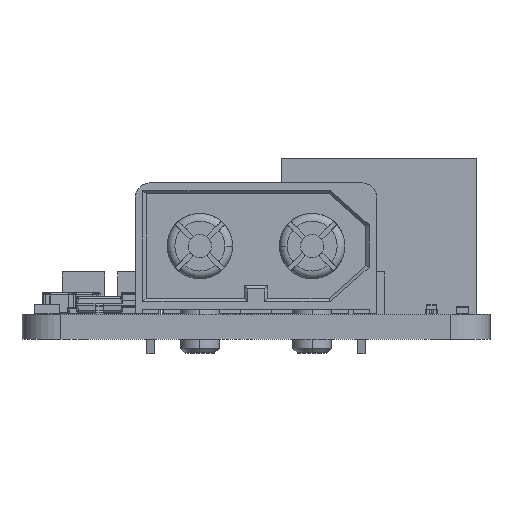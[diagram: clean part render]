
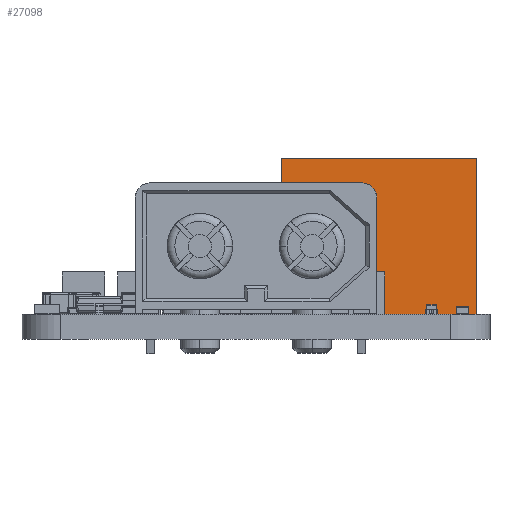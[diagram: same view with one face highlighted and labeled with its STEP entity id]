
A CAD part, front view. The second image highlights one B-rep face of the part: STEP entity #27098.
In plain terms, the highlighted planar face has unit normal (0, -1, 0).
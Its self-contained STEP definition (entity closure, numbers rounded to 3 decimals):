
#27098 = ADVANCED_FACE('',(#27099),#27133,.T.);
#27099 = FACE_BOUND('',#27100,.T.);
#27100 = EDGE_LOOP('',(#27101,#27111,#27119,#27127));
#27101 = ORIENTED_EDGE('',*,*,#27102,.T.);
#27102 = EDGE_CURVE('',#27103,#27105,#27107,.T.);
#27103 = VERTEX_POINT('',#27104);
#27104 = CARTESIAN_POINT('',(6.25,-6.25,0.));
#27105 = VERTEX_POINT('',#27106);
#27106 = CARTESIAN_POINT('',(6.25,-6.25,10.));
#27107 = LINE('',#27108,#27109);
#27108 = CARTESIAN_POINT('',(6.25,-6.25,0.));
#27109 = VECTOR('',#27110,1.);
#27110 = DIRECTION('',(0.,0.,1.));
#27111 = ORIENTED_EDGE('',*,*,#27112,.T.);
#27112 = EDGE_CURVE('',#27105,#27113,#27115,.T.);
#27113 = VERTEX_POINT('',#27114);
#27114 = CARTESIAN_POINT('',(-6.25,-6.25,10.));
#27115 = LINE('',#27116,#27117);
#27116 = CARTESIAN_POINT('',(6.25,-6.25,10.));
#27117 = VECTOR('',#27118,1.);
#27118 = DIRECTION('',(-1.,0.,0.));
#27119 = ORIENTED_EDGE('',*,*,#27120,.F.);
#27120 = EDGE_CURVE('',#27121,#27113,#27123,.T.);
#27121 = VERTEX_POINT('',#27122);
#27122 = CARTESIAN_POINT('',(-6.25,-6.25,0.));
#27123 = LINE('',#27124,#27125);
#27124 = CARTESIAN_POINT('',(-6.25,-6.25,0.));
#27125 = VECTOR('',#27126,1.);
#27126 = DIRECTION('',(0.,0.,1.));
#27127 = ORIENTED_EDGE('',*,*,#27128,.F.);
#27128 = EDGE_CURVE('',#27103,#27121,#27129,.T.);
#27129 = LINE('',#27130,#27131);
#27130 = CARTESIAN_POINT('',(6.25,-6.25,0.));
#27131 = VECTOR('',#27132,1.);
#27132 = DIRECTION('',(-1.,0.,0.));
#27133 = PLANE('',#27134);
#27134 = AXIS2_PLACEMENT_3D('',#27135,#27136,#27137);
#27135 = CARTESIAN_POINT('',(6.25,-6.25,0.));
#27136 = DIRECTION('',(0.,-1.,0.));
#27137 = DIRECTION('',(-1.,0.,0.));
